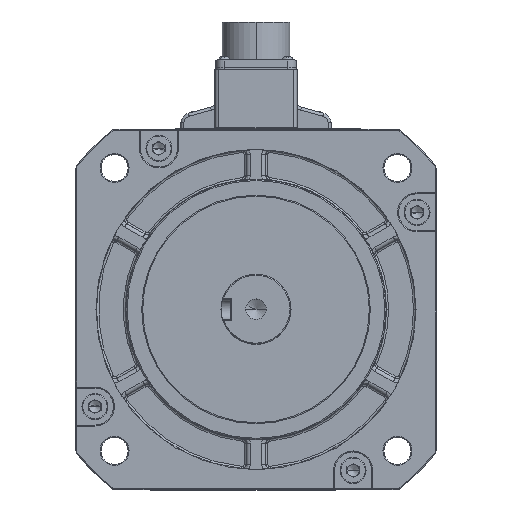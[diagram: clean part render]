
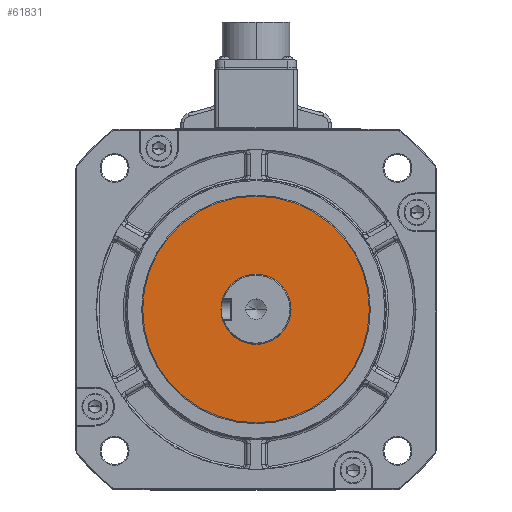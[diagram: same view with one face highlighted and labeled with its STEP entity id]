
A CAD part, top view. The second image highlights one B-rep face of the part: STEP entity #61831.
In plain terms, the highlighted planar face has unit normal (0, 0, 1).
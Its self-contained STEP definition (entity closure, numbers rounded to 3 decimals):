
#2603 = CARTESIAN_POINT ( 'NONE',  ( 0., 0., 77.7 ) ) ;
#3386 = DIRECTION ( 'NONE',  ( 0., 0., 1. ) ) ;
#6985 = EDGE_CURVE ( 'NONE', #29684, #85863, #33275, .T. ) ;
#10875 = DIRECTION ( 'NONE',  ( 1., 0., 0. ) ) ;
#12747 = DIRECTION ( 'NONE',  ( 1., 0., 0. ) ) ;
#14988 = AXIS2_PLACEMENT_3D ( 'NONE', #98806, #35007, #10875 ) ;
#16377 = CARTESIAN_POINT ( 'NONE',  ( 0., 0., 77.7 ) ) ;
#21481 = ORIENTED_EDGE ( 'NONE', *, *, #88906, .T. ) ;
#23515 = CARTESIAN_POINT ( 'NONE',  ( 56.65, 0., 77.7 ) ) ;
#29684 = VERTEX_POINT ( 'NONE', #23515 ) ;
#30778 = CIRCLE ( 'NONE', #79335, 17.471 ) ;
#32608 = AXIS2_PLACEMENT_3D ( 'NONE', #35200, #3386, #84232 ) ;
#33275 = CIRCLE ( 'NONE', #32608, 56.65 ) ;
#33386 = CIRCLE ( 'NONE', #88997, 17.471 ) ;
#35007 = DIRECTION ( 'NONE',  ( 0., 0., 1. ) ) ;
#35200 = CARTESIAN_POINT ( 'NONE',  ( 0., 0., 77.7 ) ) ;
#38077 = VERTEX_POINT ( 'NONE', #97670 ) ;
#42566 = PLANE ( 'NONE',  #98842 ) ;
#49311 = CIRCLE ( 'NONE', #14988, 56.65 ) ;
#55346 = EDGE_LOOP ( 'NONE', ( #61579, #102507 ) ) ;
#56416 = CARTESIAN_POINT ( 'NONE',  ( -56.65, 0., 77.7 ) ) ;
#56606 = ORIENTED_EDGE ( 'NONE', *, *, #76957, .T. ) ;
#61579 = ORIENTED_EDGE ( 'NONE', *, *, #103323, .T. ) ;
#61831 = ADVANCED_FACE ( 'NONE', ( #72438, #101338 ), #42566, .T. ) ;
#67171 = DIRECTION ( 'NONE',  ( 0., 1., 0. ) ) ;
#69081 = CARTESIAN_POINT ( 'NONE',  ( 52.5, 0., 77.7 ) ) ;
#69715 = EDGE_LOOP ( 'NONE', ( #56606, #21481 ) ) ;
#71537 = VERTEX_POINT ( 'NONE', #89939 ) ;
#72438 = FACE_BOUND ( 'NONE', #69715, .T. ) ;
#74372 = DIRECTION ( 'NONE',  ( 0., 1., 0. ) ) ;
#76957 = EDGE_CURVE ( 'NONE', #38077, #71537, #33386, .T. ) ;
#79335 = AXIS2_PLACEMENT_3D ( 'NONE', #2603, #98912, #74372 ) ;
#84232 = DIRECTION ( 'NONE',  ( 1., 0., 0. ) ) ;
#85863 = VERTEX_POINT ( 'NONE', #56416 ) ;
#88906 = EDGE_CURVE ( 'NONE', #71537, #38077, #30778, .T. ) ;
#88997 = AXIS2_PLACEMENT_3D ( 'NONE', #16377, #90697, #67171 ) ;
#89939 = CARTESIAN_POINT ( 'NONE',  ( 0., -17.471, 77.7 ) ) ;
#90697 = DIRECTION ( 'NONE',  ( 0., 0., -1. ) ) ;
#97670 = CARTESIAN_POINT ( 'NONE',  ( 0., 17.471, 77.7 ) ) ;
#98806 = CARTESIAN_POINT ( 'NONE',  ( 0., 0., 77.7 ) ) ;
#98842 = AXIS2_PLACEMENT_3D ( 'NONE', #69081, #101740, #12747 ) ;
#98912 = DIRECTION ( 'NONE',  ( 0., 0., -1. ) ) ;
#101338 = FACE_OUTER_BOUND ( 'NONE', #55346, .T. ) ;
#101740 = DIRECTION ( 'NONE',  ( 0., 0., 1. ) ) ;
#102507 = ORIENTED_EDGE ( 'NONE', *, *, #6985, .T. ) ;
#103323 = EDGE_CURVE ( 'NONE', #85863, #29684, #49311, .T. ) ;
